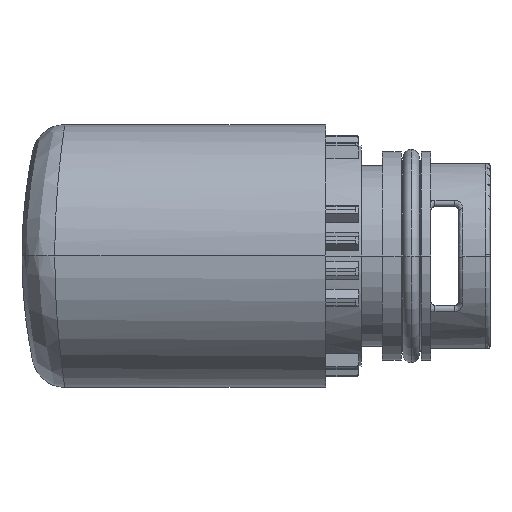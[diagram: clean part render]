
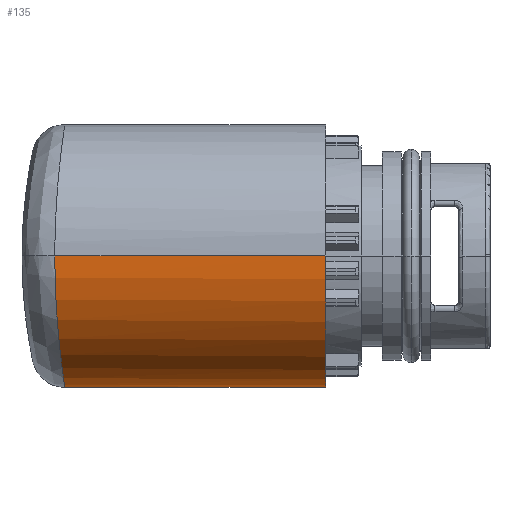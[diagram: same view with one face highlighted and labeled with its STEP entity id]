
A CAD part, left-side view. The second image highlights one B-rep face of the part: STEP entity #135.
In plain terms, the highlighted cylindrical face has radius 8 mm (diameter 16 mm), a partial arc.
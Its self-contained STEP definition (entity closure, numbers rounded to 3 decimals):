
#135=ADVANCED_FACE('',(#678),#679,.T.);
#678=FACE_OUTER_BOUND('',#1738,.T.);
#679=CYLINDRICAL_SURFACE('',#1739,8.0);
#1738=EDGE_LOOP('',(#4312,#4313,#4314,#4315,#4316,#4317,#4318));
#1739=AXIS2_PLACEMENT_3D('',#4319,#4320,#4321);
#4312=ORIENTED_EDGE('',*,*,#8190,.T.);
#4313=ORIENTED_EDGE('',*,*,#8191,.F.);
#4314=ORIENTED_EDGE('',*,*,#8192,.F.);
#4315=ORIENTED_EDGE('',*,*,#8193,.T.);
#4316=ORIENTED_EDGE('',*,*,#8180,.F.);
#4317=ORIENTED_EDGE('',*,*,#8189,.T.);
#4318=ORIENTED_EDGE('',*,*,#8194,.T.);
#4319=CARTESIAN_POINT('',(0.0,-20.925,0.0));
#4320=DIRECTION('',(0.0,-1.0,0.0));
#4321=DIRECTION('',(1.0,0.0,0.0));
#8180=EDGE_CURVE('',#9641,#9642,#9643,.T.);
#8189=EDGE_CURVE('',#9641,#9656,#9658,.T.);
#8190=EDGE_CURVE('',#9659,#9660,#9661,.T.);
#8191=EDGE_CURVE('',#9662,#9660,#9663,.T.);
#8192=EDGE_CURVE('',#9664,#9662,#9665,.T.);
#8193=EDGE_CURVE('',#9664,#9642,#9666,.T.);
#8194=EDGE_CURVE('',#9656,#9659,#9667,.T.);
#9641=VERTEX_POINT('',#11887);
#9642=VERTEX_POINT('',#11888);
#9643=LINE('',#11889,#11890);
#9656=VERTEX_POINT('',#11913);
#9658=B_SPLINE_CURVE_WITH_KNOTS('',3,(#11915,#11916,#11917,#11918,#11919,#11920),.UNSPECIFIED.,.F.,.F.,(4,1,1,4),(0.0,0.333,0.667,1.0),.UNSPECIFIED.);
#9659=VERTEX_POINT('',#11921);
#9660=VERTEX_POINT('',#11922);
#9661=LINE('',#11923,#11924);
#9662=VERTEX_POINT('',#11925);
#9663=CIRCLE('',#11926,8.0);
#9664=VERTEX_POINT('',#11927);
#9665=LINE('',#11928,#11929);
#9666=B_SPLINE_CURVE_WITH_KNOTS('',3,(#11930,#11931,#11932,#11933,#11934,#11935,#11936,#11937,#11938,#11939,#11940,#11941,#11942),.UNSPECIFIED.,.F.,.F.,(4,1,1,1,1,1,1,1,1,1,4),(0.0,0.1,0.2,0.3,0.4,0.5,0.6,0.7,0.8,0.9,1.0),.UNSPECIFIED.);
#9667=B_SPLINE_CURVE_WITH_KNOTS('',3,(#11943,#11944,#11945,#11946,#11947,#11948,#11949,#11950,#11951,#11952,#11953,#11954),.UNSPECIFIED.,.F.,.F.,(4,1,1,1,1,1,1,1,1,4),(0.0,0.111,0.222,0.333,0.444,0.556,0.667,0.778,0.889,1.0),.UNSPECIFIED.);
#11887=CARTESIAN_POINT('',(0.0,-3.606,-8.0));
#11888=CARTESIAN_POINT('',(0.0,6.388,-8.));
#11889=CARTESIAN_POINT('',(0.0,-3.606,-8.0));
#11890=VECTOR('',#16124,9.993);
#11913=CARTESIAN_POINT('',(2.211,-4.764,-7.688));
#11915=CARTESIAN_POINT('',(0.0,-3.606,-8.0));
#11916=CARTESIAN_POINT('',(0.257,-3.744,-8.));
#11917=CARTESIAN_POINT('',(0.765,-4.017,-7.975));
#11918=CARTESIAN_POINT('',(1.513,-4.413,-7.867));
#11919=CARTESIAN_POINT('',(1.983,-4.652,-7.754));
#11920=CARTESIAN_POINT('',(2.211,-4.764,-7.688));
#11921=CARTESIAN_POINT('',(8.,-9.25,0.));
#11922=CARTESIAN_POINT('',(8.0,-9.5,0.0));
#11923=CARTESIAN_POINT('',(8.,-9.25,0.));
#11924=VECTOR('',#16136,0.25);
#11925=CARTESIAN_POINT('',(-8.0,-9.5,0.0));
#11926=AXIS2_PLACEMENT_3D('',#16137,#16138,#16139);
#11927=CARTESIAN_POINT('',(-8.,7.0,0.));
#11928=CARTESIAN_POINT('',(-8.,7.0,0.));
#11929=VECTOR('',#16140,16.5);
#11930=CARTESIAN_POINT('',(-8.,7.0,0.));
#11931=CARTESIAN_POINT('',(-8.,7.,-0.415));
#11932=CARTESIAN_POINT('',(-7.935,6.99,-1.248));
#11933=CARTESIAN_POINT('',(-7.644,6.947,-2.471));
#11934=CARTESIAN_POINT('',(-7.163,6.879,-3.636));
#11935=CARTESIAN_POINT('',(-6.504,6.792,-4.715));
#11936=CARTESIAN_POINT('',(-5.682,6.696,-5.679));
#11937=CARTESIAN_POINT('',(-4.718,6.599,-6.502));
#11938=CARTESIAN_POINT('',(-3.64,6.511,-7.161));
#11939=CARTESIAN_POINT('',(-2.475,6.442,-7.642));
#11940=CARTESIAN_POINT('',(-1.252,6.398,-7.935));
#11941=CARTESIAN_POINT('',(-0.417,6.388,-8.));
#11942=CARTESIAN_POINT('',(0.0,6.388,-8.));
#11943=CARTESIAN_POINT('',(2.211,-4.764,-7.688));
#11944=CARTESIAN_POINT('',(2.559,-4.936,-7.588));
#11945=CARTESIAN_POINT('',(3.27,-5.35,-7.332));
#11946=CARTESIAN_POINT('',(4.356,-6.122,-6.755));
#11947=CARTESIAN_POINT('',(5.467,-7.012,-5.894));
#11948=CARTESIAN_POINT('',(6.337,-7.756,-4.935));
#11949=CARTESIAN_POINT('',(7.005,-8.346,-3.923));
#11950=CARTESIAN_POINT('',(7.485,-8.779,-2.894));
#11951=CARTESIAN_POINT('',(7.803,-9.069,-1.866));
#11952=CARTESIAN_POINT('',(7.971,-9.224,-0.871));
#11953=CARTESIAN_POINT('',(8.,-9.25,-0.279));
#11954=CARTESIAN_POINT('',(8.,-9.25,0.));
#16124=DIRECTION('',(0.0,1.0,0.));
#16136=DIRECTION('',(0.,-1.,0.));
#16137=CARTESIAN_POINT('',(0.0,-9.5,0.0));
#16138=DIRECTION('',(0.0,-1.0,0.0));
#16139=DIRECTION('',(-1.0,0.0,0.0));
#16140=DIRECTION('',(0.,-1.,0.));
